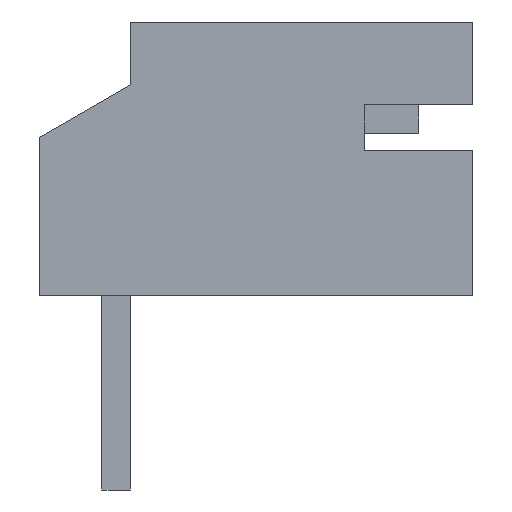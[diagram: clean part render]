
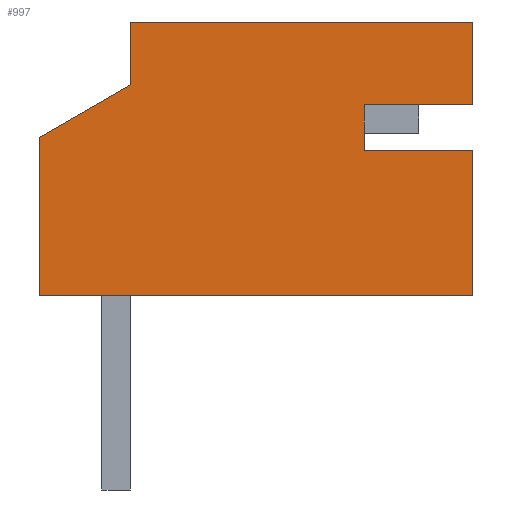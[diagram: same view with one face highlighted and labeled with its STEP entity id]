
A CAD part, left-side view. The second image highlights one B-rep face of the part: STEP entity #997.
In plain terms, the highlighted planar face has unit normal (-1, 0, 0).
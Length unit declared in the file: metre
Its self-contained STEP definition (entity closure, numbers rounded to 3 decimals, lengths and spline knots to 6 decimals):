
#369 = EDGE_CURVE( '', #1073, #1074, #1075, .T. );
#453 = EDGE_CURVE( '', #1222, #1223, #1224, .T. );
#491 = EDGE_CURVE( '', #1286, #1222, #1287, .T. );
#505 = EDGE_CURVE( '', #1308, #1309, #1310, .T. );
#523 = EDGE_CURVE( '', #1102, #1337, #1338, .T. );
#625 = EDGE_CURVE( '', #1223, #1309, #1492, .T. );
#655 = EDGE_CURVE( '', #1074, #1308, #1530, .T. );
#715 = EDGE_CURVE( '', #1286, #1509, #1609, .T. );
#735 = EDGE_CURVE( '', #1337, #1073, #1635, .T. );
#737 = EDGE_CURVE( '', #1509, #1102, #1637, .T. );
#997 = ADVANCED_FACE( '', ( #1955 ), #1956, .T. );
#1073 = VERTEX_POINT( '', #2027 );
#1074 = VERTEX_POINT( '', #2028 );
#1075 = LINE( '', #2029, #2030 );
#1102 = VERTEX_POINT( '', #2064 );
#1222 = VERTEX_POINT( '', #2227 );
#1223 = VERTEX_POINT( '', #2228 );
#1224 = LINE( '', #2229, #2230 );
#1286 = VERTEX_POINT( '', #2325 );
#1287 = LINE( '', #2326, #2327 );
#1308 = VERTEX_POINT( '', #2357 );
#1309 = VERTEX_POINT( '', #2358 );
#1310 = LINE( '', #2359, #2360 );
#1337 = VERTEX_POINT( '', #2399 );
#1338 = LINE( '', #2400, #2401 );
#1492 = LINE( '', #2636, #2637 );
#1509 = VERTEX_POINT( '', #2664 );
#1530 = LINE( '', #2701, #2702 );
#1609 = LINE( '', #2826, #2827 );
#1635 = LINE( '', #2870, #2871 );
#1637 = LINE( '', #2874, #2875 );
#1955 = FACE_OUTER_BOUND( '', #3356, .T. );
#1956 = PLANE( '', #3357 );
#2027 = CARTESIAN_POINT( '', ( -0.005946, 0.002187, 0.0037 ) );
#2028 = CARTESIAN_POINT( '', ( -0.005946, 0.002187, 0.0048 ) );
#2029 = CARTESIAN_POINT( '', ( -0.005946, 0.002187, 0.0048 ) );
#2030 = VECTOR( '', #3471, 1. );
#2064 = CARTESIAN_POINT( '', ( -0.005946, 0.003787, 0. ) );
#2227 = CARTESIAN_POINT( '', ( -0.005946, -0.001913, 0.00255 ) );
#2228 = CARTESIAN_POINT( '', ( -0.005946, -0.001913, 0.00335 ) );
#2229 = CARTESIAN_POINT( '', ( -0.005946, -0.001913, 0.00255 ) );
#2230 = VECTOR( '', #3631, 1. );
#2325 = CARTESIAN_POINT( '', ( -0.005946, -0.003813, 0.00255 ) );
#2326 = CARTESIAN_POINT( '', ( -0.005946, -0.003813, 0.00255 ) );
#2327 = VECTOR( '', #3664, 1. );
#2357 = CARTESIAN_POINT( '', ( -0.005946, -0.003813, 0.0048 ) );
#2358 = CARTESIAN_POINT( '', ( -0.005946, -0.003813, 0.00335 ) );
#2359 = CARTESIAN_POINT( '', ( -0.005946, -0.003813, 0.0048 ) );
#2360 = VECTOR( '', #3705, 1. );
#2399 = CARTESIAN_POINT( '', ( -0.005946, 0.003787, 0.002776 ) );
#2400 = CARTESIAN_POINT( '', ( -0.005946, 0.003787, 0.002776 ) );
#2401 = VECTOR( '', #3730, 1. );
#2636 = CARTESIAN_POINT( '', ( -0.005946, -0.003813, 0.00335 ) );
#2637 = VECTOR( '', #3862, 1. );
#2664 = CARTESIAN_POINT( '', ( -0.005946, -0.003813, 0. ) );
#2701 = CARTESIAN_POINT( '', ( -0.005946, -0.003813, 0.0048 ) );
#2702 = VECTOR( '', #3886, 1. );
#2826 = CARTESIAN_POINT( '', ( -0.005946, -0.003813, 0.0048 ) );
#2827 = VECTOR( '', #3966, 1. );
#2870 = CARTESIAN_POINT( '', ( -0.005946, 0.002187, 0.0037 ) );
#2871 = VECTOR( '', #3983, 1. );
#2874 = CARTESIAN_POINT( '', ( -0.005946, -0.003813, 0. ) );
#2875 = VECTOR( '', #3984, 1. );
#3356 = EDGE_LOOP( '', ( #4535, #4536, #4537, #4538, #4539, #4540, #4541, #4542, #4543, #4544 ) );
#3357 = AXIS2_PLACEMENT_3D( '', #4545, #4546, #4547 );
#3471 = DIRECTION( '', ( 0., 0., 1. ) );
#3631 = DIRECTION( '', ( 0., 0., 1. ) );
#3664 = DIRECTION( '', ( 0., 1., 0. ) );
#3705 = DIRECTION( '', ( 0., 0., -1. ) );
#3730 = DIRECTION( '', ( 0., 0., 1. ) );
#3862 = DIRECTION( '', ( 0., -1., 0. ) );
#3886 = DIRECTION( '', ( 0., -1., 0. ) );
#3966 = DIRECTION( '', ( 0., 0., -1. ) );
#3983 = DIRECTION( '', ( 0., -0.866, 0.5 ) );
#3984 = DIRECTION( '', ( 0., 1., 0. ) );
#4535 = ORIENTED_EDGE( '', *, *, #491, .T. );
#4536 = ORIENTED_EDGE( '', *, *, #453, .T. );
#4537 = ORIENTED_EDGE( '', *, *, #625, .T. );
#4538 = ORIENTED_EDGE( '', *, *, #505, .F. );
#4539 = ORIENTED_EDGE( '', *, *, #655, .F. );
#4540 = ORIENTED_EDGE( '', *, *, #369, .F. );
#4541 = ORIENTED_EDGE( '', *, *, #735, .F. );
#4542 = ORIENTED_EDGE( '', *, *, #523, .F. );
#4543 = ORIENTED_EDGE( '', *, *, #737, .F. );
#4544 = ORIENTED_EDGE( '', *, *, #715, .F. );
#4545 = CARTESIAN_POINT( '', ( -0.005946, -0.003813, 0.0048 ) );
#4546 = DIRECTION( '', ( -1., 0., 0. ) );
#4547 = DIRECTION( '', ( 0., 0., 1. ) );
